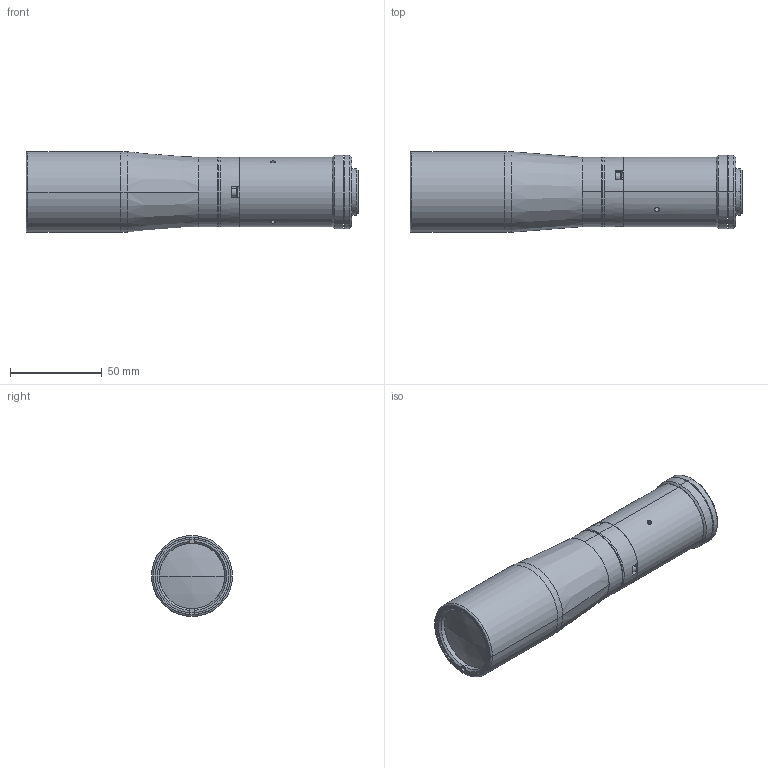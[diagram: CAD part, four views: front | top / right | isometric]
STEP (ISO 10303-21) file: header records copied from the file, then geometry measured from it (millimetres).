
FILE_DESCRIPTION (( 'STEP AP203' ), '1' );
FILE_NAME ('DP26375_TC3MHR024-C.step', '2020-09-03T13:12:27', ( '' ), ( '' ), 'SwSTEP 2.0', 'SolidWorks 2020', '' );
FILE_SCHEMA (( 'CONFIG_CONTROL_DESIGN' ));
Length unit declared in the file: millimetre
Products named in the file (1): DP26375_TC3MHR024-C
Bounding box: 180.52 x 44 x 44 mm (x, y, z)
Surface area: 34738.6 mm2 (no closed solid volume)
Topology: 0 solids, 16 shells, 112 faces, 334 edges, 238 vertices
Faces by surface type: cylinder 42, plane 38, cone 20, torus 10, sphere 2
Entity records: 4116 total; most frequent: CARTESIAN_POINT 931, DIRECTION 726, ORIENTED_EDGE 528, EDGE_CURVE 328, AXIS2_PLACEMENT_3D 305, VERTEX_POINT 238, CIRCLE 192, EDGE_LOOP 148
